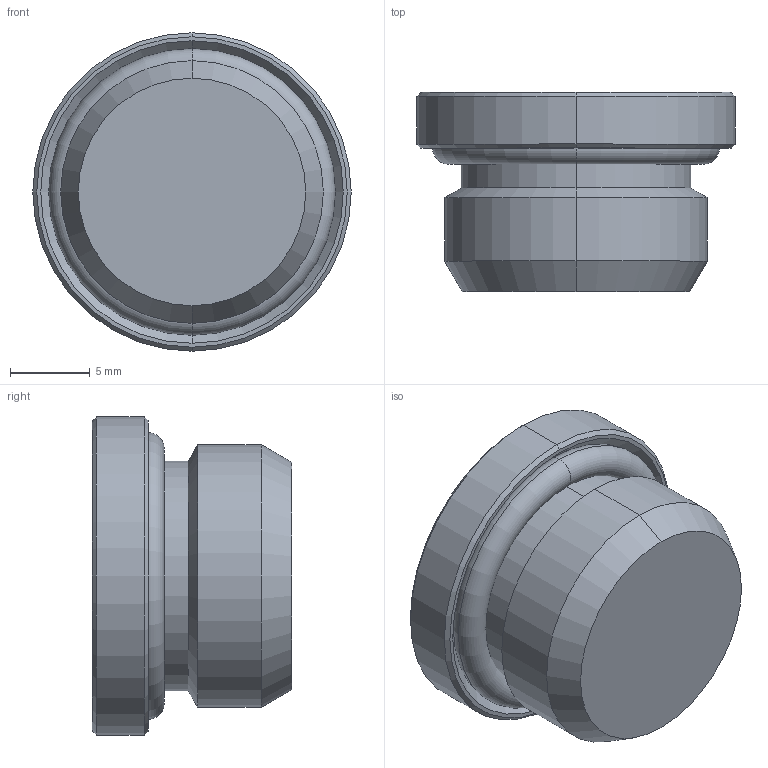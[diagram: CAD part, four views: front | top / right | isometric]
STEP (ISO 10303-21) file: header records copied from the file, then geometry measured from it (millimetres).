
FILE_DESCRIPTION(/* description */ ('VariCAD 2016-1.06 AP-214'),/* implementation_level */ '2;1');
FILE_NAME(/* name */ 'vs_38_msv.stp',/* time_stamp */ '2016-06-16T10:55:11+02:00',/* author */ (''),/* organization */ (''),/* preprocessor_version */ 'ST-DEVELOPER v14',/* originating_system */ 'VariCAD 2016-1.06; kernel version (20130303)',/* authorisation */ '');
FILE_SCHEMA (('AUTOMOTIVE_DESIGN'));
Length unit declared in the file: millimetre
Products named in the file (53): vs_38_msv
Assembly tree (52 placements, depth 2):
  vs_38_msv
    (unnamed)
    (unnamed)
    (unnamed)
    (unnamed)
    (unnamed)
    (unnamed)
    (unnamed)
    (unnamed)
    (unnamed)
    (unnamed)
    (unnamed)
    (unnamed)
    (unnamed)
    (unnamed)
    (unnamed)
    (unnamed)
    (unnamed)
    (unnamed)
    (unnamed)
    (unnamed)
    (unnamed)
    (unnamed)
    (unnamed)
    (unnamed)
    (unnamed)
    (unnamed)
    (unnamed)
    (unnamed)
    (unnamed)
    (unnamed)
    (unnamed)
    (unnamed)
    (unnamed)
    (unnamed)
    (unnamed)
    (unnamed)
    (unnamed)
    (unnamed)
    (unnamed)
    (unnamed)
    (unnamed)
    (unnamed)
    (unnamed)
    (unnamed)
    (unnamed)
    (unnamed)
    (unnamed)
    (unnamed)
    (unnamed)
    (unnamed)
    (unnamed)
    (unnamed)
Bounding box: 20 x 12.5 x 20 mm (x, y, z)
Surface area: 1904.8 mm2 (no closed solid volume)
Topology: 0 solids, 52 shells, 52 faces, 242 edges, 240 vertices
Faces by surface type: plane 22, cone 14, torus 8, cylinder 8
Entity records: 4680 total; most frequent: CARTESIAN_POINT 809, DIRECTION 746, AXIS2_PLACEMENT_3D 321, ORIENTED_EDGE 240, EDGE_CURVE 240, VERTEX_POINT 240, CIRCLE 112, PRODUCT_DEFINITION_SHAPE 105
